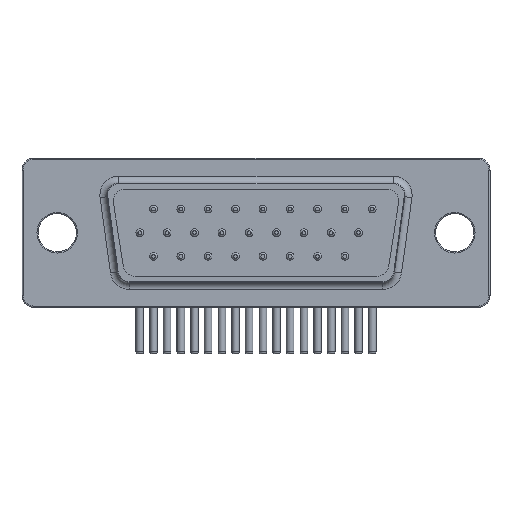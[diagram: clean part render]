
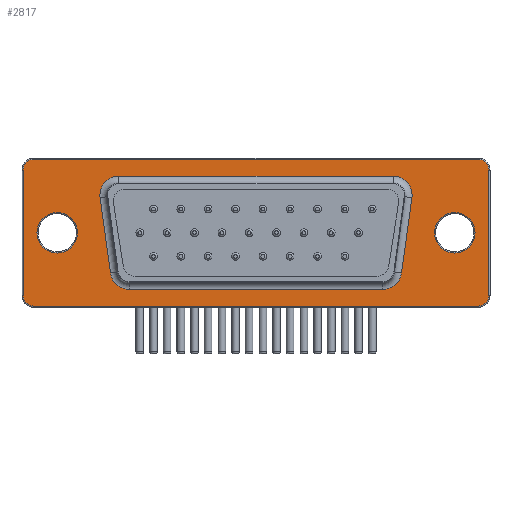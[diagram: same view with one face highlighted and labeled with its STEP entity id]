
A CAD part, front view. The second image highlights one B-rep face of the part: STEP entity #2817.
In plain terms, the highlighted planar face has unit normal (0, -1, 0).
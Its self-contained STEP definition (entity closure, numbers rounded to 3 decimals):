
#2618 = VERTEX_POINT('',#2619);
#2619 = CARTESIAN_POINT('',(-4.475,-13.66,9.181));
#2626 = EDGE_CURVE('',#2618,#2627,#2629,.T.);
#2627 = VERTEX_POINT('',#2628);
#2628 = CARTESIAN_POINT('',(-2.89,-13.66,11.));
#2629 = CIRCLE('',#2630,1.6);
#2630 = AXIS2_PLACEMENT_3D('',#2631,#2632,#2633);
#2631 = CARTESIAN_POINT('',(-2.89,-13.66,9.4));
#2632 = DIRECTION('',(0.,1.,0.));
#2633 = DIRECTION('',(-0.991,0.,
-0.137));
#2654 = VERTEX_POINT('',#2655);
#2655 = CARTESIAN_POINT('',(20.065,-13.66,11.));
#2662 = EDGE_CURVE('',#2627,#2654,#2663,.T.);
#2663 = LINE('',#2664,#2665);
#2664 = CARTESIAN_POINT('',(-2.89,-13.66,11.));
#2665 = VECTOR('',#2666,1.);
#2666 = DIRECTION('',(1.,0.,0.));
#2677 = VERTEX_POINT('',#2678);
#2678 = CARTESIAN_POINT('',(-3.606,-13.66,2.881));
#2687 = EDGE_CURVE('',#2677,#2618,#2688,.T.);
#2688 = LINE('',#2689,#2690);
#2689 = CARTESIAN_POINT('',(-3.606,-13.66,2.881));
#2690 = VECTOR('',#2691,1.);
#2691 = DIRECTION('',(-0.137,0.,0.991)
);
#2702 = EDGE_CURVE('',#2654,#2703,#2705,.T.);
#2703 = VERTEX_POINT('',#2704);
#2704 = CARTESIAN_POINT('',(21.65,-13.66,9.181));
#2705 = CIRCLE('',#2706,1.6);
#2706 = AXIS2_PLACEMENT_3D('',#2707,#2708,#2709);
#2707 = CARTESIAN_POINT('',(20.065,-13.66,9.4));
#2708 = DIRECTION('',(0.,1.,0.));
#2709 = DIRECTION('',(0.,0.,1.));
#2728 = VERTEX_POINT('',#2729);
#2729 = CARTESIAN_POINT('',(-2.021,-13.66,1.5));
#2736 = EDGE_CURVE('',#2728,#2677,#2737,.T.);
#2737 = CIRCLE('',#2738,1.6);
#2738 = AXIS2_PLACEMENT_3D('',#2739,#2740,#2741);
#2739 = CARTESIAN_POINT('',(-2.021,-13.66,3.1));
#2740 = DIRECTION('',(0.,1.,0.));
#2741 = DIRECTION('',(0.,0.,-1.));
#2756 = VERTEX_POINT('',#2757);
#2757 = CARTESIAN_POINT('',(20.781,-13.66,2.881));
#2764 = EDGE_CURVE('',#2703,#2756,#2765,.T.);
#2765 = LINE('',#2766,#2767);
#2766 = CARTESIAN_POINT('',(21.65,-13.66,9.181));
#2767 = VECTOR('',#2768,1.);
#2768 = DIRECTION('',(-0.137,0.,
-0.991));
#2779 = VERTEX_POINT('',#2780);
#2780 = CARTESIAN_POINT('',(19.196,-13.66,1.5));
#2789 = EDGE_CURVE('',#2779,#2728,#2790,.T.);
#2790 = LINE('',#2791,#2792);
#2791 = CARTESIAN_POINT('',(19.196,-13.66,1.5));
#2792 = VECTOR('',#2793,1.);
#2793 = DIRECTION('',(-1.,0.,0.));
#2804 = EDGE_CURVE('',#2756,#2779,#2805,.T.);
#2805 = CIRCLE('',#2806,1.6);
#2806 = AXIS2_PLACEMENT_3D('',#2807,#2808,#2809);
#2807 = CARTESIAN_POINT('',(19.196,-13.66,3.1));
#2808 = DIRECTION('',(0.,1.,0.));
#2809 = DIRECTION('',(0.991,0.,-0.137
));
#2817 = ADVANCED_FACE('',(#2818,#2828,#2898,#2909),#2920,.T.);
#2818 = FACE_BOUND('',#2819,.T.);
#2819 = EDGE_LOOP('',(#2820,#2821,#2822,#2823,#2824,#2825,#2826,#2827));
#2820 = ORIENTED_EDGE('',*,*,#2702,.T.);
#2821 = ORIENTED_EDGE('',*,*,#2764,.T.);
#2822 = ORIENTED_EDGE('',*,*,#2804,.T.);
#2823 = ORIENTED_EDGE('',*,*,#2789,.T.);
#2824 = ORIENTED_EDGE('',*,*,#2736,.T.);
#2825 = ORIENTED_EDGE('',*,*,#2687,.T.);
#2826 = ORIENTED_EDGE('',*,*,#2626,.T.);
#2827 = ORIENTED_EDGE('',*,*,#2662,.T.);
#2828 = FACE_BOUND('',#2829,.T.);
#2829 = EDGE_LOOP('',(#2830,#2840,#2849,#2857,#2866,#2874,#2883,#2891));
#2830 = ORIENTED_EDGE('',*,*,#2831,.T.);
#2831 = EDGE_CURVE('',#2832,#2834,#2836,.T.);
#2832 = VERTEX_POINT('',#2833);
#2833 = CARTESIAN_POINT('',(27.188,-13.66,12.4));
#2834 = VERTEX_POINT('',#2835);
#2835 = CARTESIAN_POINT('',(-10.013,-13.66,12.4));
#2836 = LINE('',#2837,#2838);
#2837 = CARTESIAN_POINT('',(27.188,-13.66,12.4));
#2838 = VECTOR('',#2839,1.);
#2839 = DIRECTION('',(-1.,0.,0.));
#2840 = ORIENTED_EDGE('',*,*,#2841,.T.);
#2841 = EDGE_CURVE('',#2834,#2842,#2844,.T.);
#2842 = VERTEX_POINT('',#2843);
#2843 = CARTESIAN_POINT('',(-10.913,-13.66,11.5));
#2844 = CIRCLE('',#2845,0.9);
#2845 = AXIS2_PLACEMENT_3D('',#2846,#2847,#2848);
#2846 = CARTESIAN_POINT('',(-10.013,-13.66,11.5));
#2847 = DIRECTION('',(0.,-1.,0.));
#2848 = DIRECTION('',(0.,0.,1.));
#2849 = ORIENTED_EDGE('',*,*,#2850,.T.);
#2850 = EDGE_CURVE('',#2842,#2851,#2853,.T.);
#2851 = VERTEX_POINT('',#2852);
#2852 = CARTESIAN_POINT('',(-10.913,-13.66,1.));
#2853 = LINE('',#2854,#2855);
#2854 = CARTESIAN_POINT('',(-10.913,-13.66,11.5));
#2855 = VECTOR('',#2856,1.);
#2856 = DIRECTION('',(0.,0.,-1.));
#2857 = ORIENTED_EDGE('',*,*,#2858,.T.);
#2858 = EDGE_CURVE('',#2851,#2859,#2861,.T.);
#2859 = VERTEX_POINT('',#2860);
#2860 = CARTESIAN_POINT('',(-10.013,-13.66,0.1));
#2861 = CIRCLE('',#2862,0.9);
#2862 = AXIS2_PLACEMENT_3D('',#2863,#2864,#2865);
#2863 = CARTESIAN_POINT('',(-10.013,-13.66,1.));
#2864 = DIRECTION('',(0.,-1.,0.));
#2865 = DIRECTION('',(-1.,0.,0.));
#2866 = ORIENTED_EDGE('',*,*,#2867,.T.);
#2867 = EDGE_CURVE('',#2859,#2868,#2870,.T.);
#2868 = VERTEX_POINT('',#2869);
#2869 = CARTESIAN_POINT('',(27.188,-13.66,0.1));
#2870 = LINE('',#2871,#2872);
#2871 = CARTESIAN_POINT('',(-10.013,-13.66,0.1));
#2872 = VECTOR('',#2873,1.);
#2873 = DIRECTION('',(1.,0.,0.));
#2874 = ORIENTED_EDGE('',*,*,#2875,.T.);
#2875 = EDGE_CURVE('',#2868,#2876,#2878,.T.);
#2876 = VERTEX_POINT('',#2877);
#2877 = CARTESIAN_POINT('',(28.088,-13.66,1.));
#2878 = CIRCLE('',#2879,0.9);
#2879 = AXIS2_PLACEMENT_3D('',#2880,#2881,#2882);
#2880 = CARTESIAN_POINT('',(27.188,-13.66,1.));
#2881 = DIRECTION('',(0.,-1.,0.));
#2882 = DIRECTION('',(0.,0.,-1.));
#2883 = ORIENTED_EDGE('',*,*,#2884,.T.);
#2884 = EDGE_CURVE('',#2876,#2885,#2887,.T.);
#2885 = VERTEX_POINT('',#2886);
#2886 = CARTESIAN_POINT('',(28.088,-13.66,11.5));
#2887 = LINE('',#2888,#2889);
#2888 = CARTESIAN_POINT('',(28.088,-13.66,1.));
#2889 = VECTOR('',#2890,1.);
#2890 = DIRECTION('',(0.,0.,1.));
#2891 = ORIENTED_EDGE('',*,*,#2892,.T.);
#2892 = EDGE_CURVE('',#2885,#2832,#2893,.T.);
#2893 = CIRCLE('',#2894,0.9);
#2894 = AXIS2_PLACEMENT_3D('',#2895,#2896,#2897);
#2895 = CARTESIAN_POINT('',(27.188,-13.66,11.5));
#2896 = DIRECTION('',(0.,-1.,0.));
#2897 = DIRECTION('',(1.,0.,0.));
#2898 = FACE_BOUND('',#2899,.T.);
#2899 = EDGE_LOOP('',(#2900));
#2900 = ORIENTED_EDGE('',*,*,#2901,.F.);
#2901 = EDGE_CURVE('',#2902,#2902,#2904,.T.);
#2902 = VERTEX_POINT('',#2903);
#2903 = CARTESIAN_POINT('',(-6.363,-13.66,6.25));
#2904 = CIRCLE('',#2905,1.7);
#2905 = AXIS2_PLACEMENT_3D('',#2906,#2907,#2908);
#2906 = CARTESIAN_POINT('',(-8.063,-13.66,6.25));
#2907 = DIRECTION('',(0.,-1.,0.));
#2908 = DIRECTION('',(1.,0.,0.));
#2909 = FACE_BOUND('',#2910,.T.);
#2910 = EDGE_LOOP('',(#2911));
#2911 = ORIENTED_EDGE('',*,*,#2912,.F.);
#2912 = EDGE_CURVE('',#2913,#2913,#2915,.T.);
#2913 = VERTEX_POINT('',#2914);
#2914 = CARTESIAN_POINT('',(26.938,-13.66,6.25));
#2915 = CIRCLE('',#2916,1.7);
#2916 = AXIS2_PLACEMENT_3D('',#2917,#2918,#2919);
#2917 = CARTESIAN_POINT('',(25.238,-13.66,6.25));
#2918 = DIRECTION('',(0.,-1.,0.));
#2919 = DIRECTION('',(1.,0.,0.));
#2920 = PLANE('',#2921);
#2921 = AXIS2_PLACEMENT_3D('',#2922,#2923,#2924);
#2922 = CARTESIAN_POINT('',(8.588,-13.66,6.25));
#2923 = DIRECTION('',(0.,-1.,0.));
#2924 = DIRECTION('',(1.,0.,0.));
